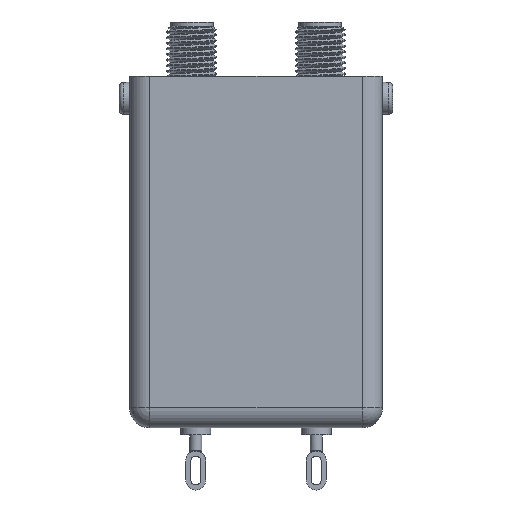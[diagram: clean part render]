
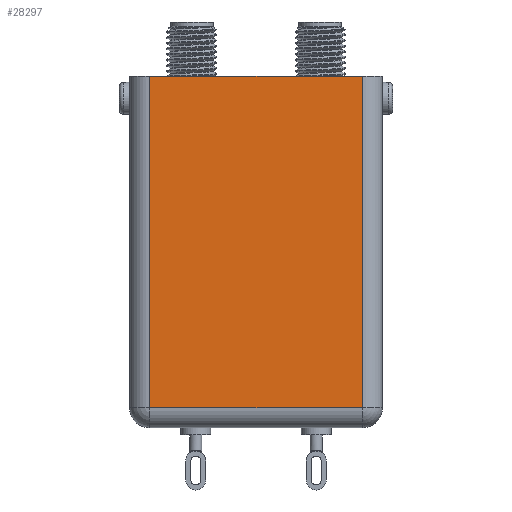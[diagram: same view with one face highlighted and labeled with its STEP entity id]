
A CAD part, front view. The second image highlights one B-rep face of the part: STEP entity #28297.
In plain terms, the highlighted planar face has unit normal (0, -1, 0).
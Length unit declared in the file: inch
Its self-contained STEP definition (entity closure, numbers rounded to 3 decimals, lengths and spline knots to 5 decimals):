
#562 = DIRECTION ( 'NONE',  ( 0., 0., -1. ) ) ;
#3334 = ORIENTED_EDGE ( 'NONE', *, *, #13582, .F. ) ;
#3791 = ORIENTED_EDGE ( 'NONE', *, *, #12022, .T. ) ;
#4922 = LINE ( 'NONE', #28314, #5284 ) ;
#5243 = EDGE_CURVE ( 'NONE', #24206, #18413, #29883, .T. ) ;
#5284 = VECTOR ( 'NONE', #30621, 39.37008 ) ;
#6342 = CARTESIAN_POINT ( 'NONE',  ( -0.53, -0.63, 0. ) ) ;
#6673 = CARTESIAN_POINT ( 'NONE',  ( 0.53, -0.63, 0. ) ) ;
#8475 = CARTESIAN_POINT ( 'NONE',  ( -0.53, -0.63, -1.75 ) ) ;
#8583 = FACE_OUTER_BOUND ( 'NONE', #22977, .T. ) ;
#9500 = AXIS2_PLACEMENT_3D ( 'NONE', #27210, #32031, #21806 ) ;
#10071 = CARTESIAN_POINT ( 'NONE',  ( -0.53, -0.63, -1.65 ) ) ;
#10333 = VECTOR ( 'NONE', #14170, 39.37008 ) ;
#11830 = ORIENTED_EDGE ( 'NONE', *, *, #13290, .T. ) ;
#11837 = CARTESIAN_POINT ( 'NONE',  ( -0.63, -0.63, -1.65 ) ) ;
#12022 = EDGE_CURVE ( 'NONE', #18413, #12224, #4922, .T. ) ;
#12224 = VERTEX_POINT ( 'NONE', #6673 ) ;
#13290 = EDGE_CURVE ( 'NONE', #21211, #24206, #25309, .T. ) ;
#13582 = EDGE_CURVE ( 'NONE', #21211, #12224, #18615, .T. ) ;
#14170 = DIRECTION ( 'NONE',  ( 1., 0., 0. ) ) ;
#15688 = VECTOR ( 'NONE', #16665, 39.37008 ) ;
#16482 = CARTESIAN_POINT ( 'NONE',  ( -0.63, -0.63, 0. ) ) ;
#16665 = DIRECTION ( 'NONE',  ( 1., 0., 0. ) ) ;
#17047 = VECTOR ( 'NONE', #562, 39.37008 ) ;
#18413 = VERTEX_POINT ( 'NONE', #21629 ) ;
#18615 = LINE ( 'NONE', #16482, #10333 ) ;
#21211 = VERTEX_POINT ( 'NONE', #6342 ) ;
#21629 = CARTESIAN_POINT ( 'NONE',  ( 0.53, -0.63, -1.65 ) ) ;
#21806 = DIRECTION ( 'NONE',  ( 0., 0., -1. ) ) ;
#22977 = EDGE_LOOP ( 'NONE', ( #3334, #11830, #23106, #3791 ) ) ;
#23106 = ORIENTED_EDGE ( 'NONE', *, *, #5243, .T. ) ;
#24206 = VERTEX_POINT ( 'NONE', #10071 ) ;
#25309 = LINE ( 'NONE', #8475, #17047 ) ;
#27210 = CARTESIAN_POINT ( 'NONE',  ( -0.63, -0.63, -1.75 ) ) ;
#28297 = ADVANCED_FACE ( 'NONE', ( #8583 ), #29736, .T. ) ;
#28314 = CARTESIAN_POINT ( 'NONE',  ( 0.53, -0.63, -1.75 ) ) ;
#29736 = PLANE ( 'NONE',  #9500 ) ;
#29883 = LINE ( 'NONE', #11837, #15688 ) ;
#30621 = DIRECTION ( 'NONE',  ( 0., 0., 1. ) ) ;
#32031 = DIRECTION ( 'NONE',  ( 0., -1., 0. ) ) ;
